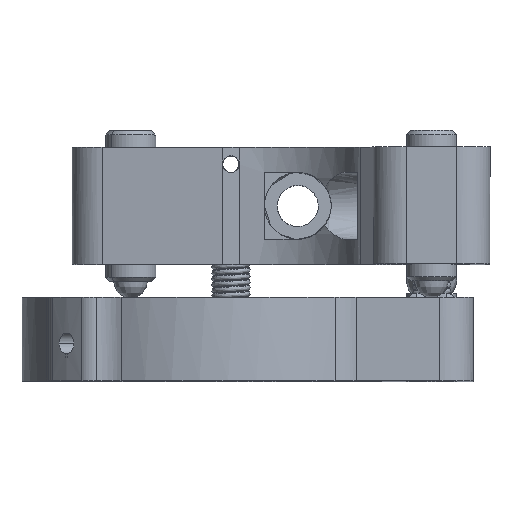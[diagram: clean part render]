
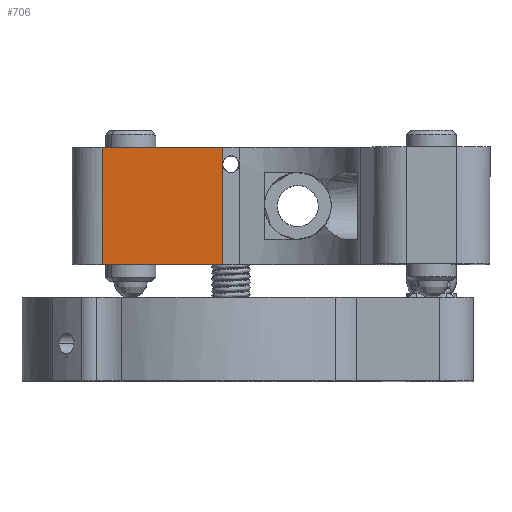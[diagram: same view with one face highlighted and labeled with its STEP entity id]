
A CAD part, top view. The second image highlights one B-rep face of the part: STEP entity #706.
In plain terms, the highlighted free-form (B-spline) face has degree [1, 1] with [2, 2] control points.
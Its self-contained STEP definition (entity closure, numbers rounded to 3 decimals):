
#706=ADVANCED_FACE('',(#1124),#15202,.T.);
#1124=FACE_OUTER_BOUND('',#1567,.T.);
#1567=EDGE_LOOP('',(#2774,#2775,#2776,#2777,#2778));
#2774=ORIENTED_EDGE('',*,*,#12682,.T.);
#2775=ORIENTED_EDGE('',*,*,#12619,.F.);
#2776=ORIENTED_EDGE('',*,*,#12617,.F.);
#2777=ORIENTED_EDGE('',*,*,#12683,.T.);
#2778=ORIENTED_EDGE('',*,*,#12684,.T.);
#4937=PCURVE('',#15183,#7186);
#4939=PCURVE('',#15184,#7188);
#5023=PCURVE('',#15202,#7272);
#5024=PCURVE('',#15202,#7273);
#5025=PCURVE('',#15202,#7274);
#5026=PCURVE('',#15202,#7275);
#5027=PCURVE('',#15202,#7276);
#5053=PCURVE('',#15423,#7302);
#5333=PCURVE('',#15217,#7582);
#5362=PCURVE('',#15218,#7611);
#7186=DEFINITIONAL_REPRESENTATION('',(#9392),#83667);
#7188=DEFINITIONAL_REPRESENTATION('',(#9394),#83667);
#7272=DEFINITIONAL_REPRESENTATION('',(#9520),#83667);
#7273=DEFINITIONAL_REPRESENTATION('',(#9521),#83667);
#7274=DEFINITIONAL_REPRESENTATION('',(#9522),#83667);
#7275=DEFINITIONAL_REPRESENTATION('',(#9524),#83667);
#7276=DEFINITIONAL_REPRESENTATION('',(#9526),#83667);
#7302=DEFINITIONAL_REPRESENTATION('',(#9557),#83667);
#7582=DEFINITIONAL_REPRESENTATION('',(#9837),#83667);
#7611=DEFINITIONAL_REPRESENTATION('',(#9848),#83667);
#9391=B_SPLINE_CURVE_WITH_KNOTS('',1,(#23421,#23422),.UNSPECIFIED.,.F.,
 .F.,(2,2),(0.,2.),.UNSPECIFIED.);
#9392=B_SPLINE_CURVE_WITH_KNOTS('',1,(#23423,#23424),.UNSPECIFIED.,.F.,
 .F.,(2,2),(0.,2.),.UNSPECIFIED.);
#9393=B_SPLINE_CURVE_WITH_KNOTS('',1,(#23435,#23436),.UNSPECIFIED.,.F.,
 .F.,(2,2),(0.,12.),.UNSPECIFIED.);
#9394=B_SPLINE_CURVE_WITH_KNOTS('',1,(#23437,#23438),.UNSPECIFIED.,.F.,
 .F.,(2,2),(0.,12.),.UNSPECIFIED.);
#9519=B_SPLINE_CURVE_WITH_KNOTS('',1,(#23947,#23948),.UNSPECIFIED.,.F.,
 .F.,(2,2),(0.,14.5),.UNSPECIFIED.);
#9520=B_SPLINE_CURVE_WITH_KNOTS('',1,(#23949,#23950),.UNSPECIFIED.,.F.,
 .F.,(2,2),(0.,14.5),.UNSPECIFIED.);
#9521=B_SPLINE_CURVE_WITH_KNOTS('',1,(#23951,#23952),.UNSPECIFIED.,.F.,
 .F.,(2,2),(0.,12.),.UNSPECIFIED.);
#9522=B_SPLINE_CURVE_WITH_KNOTS('',1,(#23953,#23954),.UNSPECIFIED.,.F.,
 .F.,(2,2),(0.,2.),.UNSPECIFIED.);
#9523=B_SPLINE_CURVE_WITH_KNOTS('',1,(#23955,#23956),.UNSPECIFIED.,.F.,
 .F.,(2,2),(-14.5,0.),.UNSPECIFIED.);
#9524=B_SPLINE_CURVE_WITH_KNOTS('',1,(#23957,#23958),.UNSPECIFIED.,.F.,
 .F.,(2,2),(-14.5,0.),.UNSPECIFIED.);
#9525=B_SPLINE_CURVE_WITH_KNOTS('',1,(#23959,#23960),.UNSPECIFIED.,.F.,
 .F.,(2,2),(-14.,0.),.UNSPECIFIED.);
#9526=B_SPLINE_CURVE_WITH_KNOTS('',1,(#23961,#23962),.UNSPECIFIED.,.F.,
 .F.,(2,2),(-14.,0.),.UNSPECIFIED.);
#9557=B_SPLINE_CURVE_WITH_KNOTS('',1,(#24141,#24142),.UNSPECIFIED.,.F.,
 .F.,(2,2),(-14.,0.),.UNSPECIFIED.);
#9837=B_SPLINE_CURVE_WITH_KNOTS('',1,(#25562,#25563),.UNSPECIFIED.,.F.,
 .F.,(2,2),(-14.5,0.),.UNSPECIFIED.);
#9848=B_SPLINE_CURVE_WITH_KNOTS('',1,(#25658,#25659),.UNSPECIFIED.,.F.,
 .F.,(2,2),(0.,14.5),.UNSPECIFIED.);
#11432=SURFACE_CURVE('',#9391,(#4937,#5025),.PCURVE_S1.);
#11434=SURFACE_CURVE('',#9393,(#4939,#5024),.PCURVE_S1.);
#11497=SURFACE_CURVE('',#9519,(#5023,#5362),.PCURVE_S1.);
#11498=SURFACE_CURVE('',#9523,(#5026,#5333),.PCURVE_S1.);
#11499=SURFACE_CURVE('',#9525,(#5027,#5053),.PCURVE_S1.);
#12617=EDGE_CURVE('',#14665,#14661,#11432,.T.);
#12619=EDGE_CURVE('',#14661,#14666,#11434,.T.);
#12682=EDGE_CURVE('',#14713,#14666,#11497,.T.);
#12683=EDGE_CURVE('',#14665,#14714,#11498,.T.);
#12684=EDGE_CURVE('',#14714,#14713,#11499,.T.);
#14661=VERTEX_POINT('',#23171);
#14665=VERTEX_POINT('',#23175);
#14666=VERTEX_POINT('',#23176);
#14713=VERTEX_POINT('',#23223);
#14714=VERTEX_POINT('',#23224);
#15183=B_SPLINE_SURFACE_WITH_KNOTS('',1,1,((#22197,#22198),(#22199,#22200)),
 .UNSPECIFIED.,.F.,.F.,.F.,(2,2),(2,2),(0.,2.64),(0.,
2.64),.UNSPECIFIED.);
#15184=B_SPLINE_SURFACE_WITH_KNOTS('',1,1,((#22201,#22202),(#22203,#22204)),
 .UNSPECIFIED.,.F.,.F.,.F.,(2,2),(2,2),(0.,14.64),(0.,
2.64),.UNSPECIFIED.);
#15202=B_SPLINE_SURFACE_WITH_KNOTS('',1,1,((#22391,#22392),(#22393,#22394)),
 .UNSPECIFIED.,.F.,.F.,.F.,(2,2),(2,2),(0.,17.664),
(-17.04,0.),.UNSPECIFIED.);
#15217=B_SPLINE_SURFACE_WITH_KNOTS('',1,1,((#23153,#23154),(#23155,#23156)),
 .UNSPECIFIED.,.F.,.F.,.F.,(2,2),(2,2),(0.,60.24),(0.,
60.24),.UNSPECIFIED.);
#15218=B_SPLINE_SURFACE_WITH_KNOTS('',1,1,((#23157,#23158),(#23159,#23160)),
 .UNSPECIFIED.,.F.,.F.,.F.,(2,2),(2,2),(-60.24,0.),(0.,
60.24),.UNSPECIFIED.);
#15423=(
BOUNDED_SURFACE()
B_SPLINE_SURFACE(2,1,((#22435,#22436),(#22437,#22438),(#22439,#22440),(#22441,
#22442),(#22443,#22444),(#22445,#22446),(#22447,#22448),(#22449,#22450),
(#22451,#22452)),.UNSPECIFIED.,.T.,.F.,.F.)
B_SPLINE_SURFACE_WITH_KNOTS((3,2,2,2,3),(2,2),(0.,1.571,3.142,
4.712,6.283),(0.,17.04),.UNSPECIFIED.)
GEOMETRIC_REPRESENTATION_ITEM()
RATIONAL_B_SPLINE_SURFACE(((1.,1.),(0.707,0.707),
(1.,1.),(0.707,0.707),(1.,1.),(0.707,
0.707),(1.,1.),(0.707,0.707),(1.,1.)))
REPRESENTATION_ITEM('')
SURFACE()
);
#22197=CARTESIAN_POINT('',(9.709,-10.987,11.68));
#22198=CARTESIAN_POINT('',(12.349,-10.987,11.68));
#22199=CARTESIAN_POINT('',(9.709,-10.987,14.32));
#22200=CARTESIAN_POINT('',(12.349,-10.987,14.32));
#22201=CARTESIAN_POINT('',(9.709,-10.987,-1.32));
#22202=CARTESIAN_POINT('',(12.349,-10.987,-1.32));
#22203=CARTESIAN_POINT('',(9.709,-10.987,13.32));
#22204=CARTESIAN_POINT('',(12.349,-10.987,13.32));
#22391=CARTESIAN_POINT('',(10.456,-10.821,15.52));
#22392=CARTESIAN_POINT('',(10.456,-10.821,-1.52));
#22393=CARTESIAN_POINT('',(28.022,-12.676,15.52));
#22394=CARTESIAN_POINT('',(28.022,-12.676,-1.52));
#22435=CARTESIAN_POINT('',(22.029,-16.487,-1.52));
#22436=CARTESIAN_POINT('',(22.029,-16.487,15.52));
#22437=CARTESIAN_POINT('',(22.029,-20.487,-1.52));
#22438=CARTESIAN_POINT('',(22.029,-20.487,15.52));
#22439=CARTESIAN_POINT('',(26.029,-20.487,-1.52));
#22440=CARTESIAN_POINT('',(26.029,-20.487,15.52));
#22441=CARTESIAN_POINT('',(30.029,-20.487,-1.52));
#22442=CARTESIAN_POINT('',(30.029,-20.487,15.52));
#22443=CARTESIAN_POINT('',(30.029,-16.487,-1.52));
#22444=CARTESIAN_POINT('',(30.029,-16.487,15.52));
#22445=CARTESIAN_POINT('',(30.029,-12.487,-1.52));
#22446=CARTESIAN_POINT('',(30.029,-12.487,15.52));
#22447=CARTESIAN_POINT('',(26.029,-12.487,-1.52));
#22448=CARTESIAN_POINT('',(26.029,-12.487,15.52));
#22449=CARTESIAN_POINT('',(22.029,-12.487,-1.52));
#22450=CARTESIAN_POINT('',(22.029,-12.487,15.52));
#22451=CARTESIAN_POINT('',(22.029,-16.487,-1.52));
#22452=CARTESIAN_POINT('',(22.029,-16.487,15.52));
#23153=CARTESIAN_POINT('',(-25.091,-31.607,14.));
#23154=CARTESIAN_POINT('',(-25.091,28.633,14.));
#23155=CARTESIAN_POINT('',(35.149,-31.607,14.));
#23156=CARTESIAN_POINT('',(35.149,28.633,14.));
#23157=CARTESIAN_POINT('',(35.149,-31.607,0.));
#23158=CARTESIAN_POINT('',(35.149,28.633,0.));
#23159=CARTESIAN_POINT('',(-25.091,-31.607,0.));
#23160=CARTESIAN_POINT('',(-25.091,28.633,0.));
#23171=CARTESIAN_POINT('',(12.029,-10.987,12.));
#23175=CARTESIAN_POINT('',(12.029,-10.987,14.));
#23176=CARTESIAN_POINT('',(12.029,-10.987,0.));
#23223=CARTESIAN_POINT('',(26.449,-12.51,0.));
#23224=CARTESIAN_POINT('',(26.449,-12.51,14.));
#23421=CARTESIAN_POINT('',(12.029,-10.987,14.));
#23422=CARTESIAN_POINT('',(12.029,-10.987,12.));
#23423=CARTESIAN_POINT('',(2.32,2.32));
#23424=CARTESIAN_POINT('',(0.32,2.32));
#23435=CARTESIAN_POINT('',(12.029,-10.987,12.));
#23436=CARTESIAN_POINT('',(12.029,-10.987,0.));
#23437=CARTESIAN_POINT('',(13.32,2.32));
#23438=CARTESIAN_POINT('',(1.32,2.32));
#23947=CARTESIAN_POINT('',(26.449,-12.51,0.));
#23948=CARTESIAN_POINT('',(12.029,-10.987,0.));
#23949=CARTESIAN_POINT('',(16.082,-1.52));
#23950=CARTESIAN_POINT('',(1.582,-1.52));
#23951=CARTESIAN_POINT('',(1.582,-13.52));
#23952=CARTESIAN_POINT('',(1.582,-1.52));
#23953=CARTESIAN_POINT('',(1.582,-15.52));
#23954=CARTESIAN_POINT('',(1.582,-13.52));
#23955=CARTESIAN_POINT('',(12.029,-10.987,14.));
#23956=CARTESIAN_POINT('',(26.449,-12.51,14.));
#23957=CARTESIAN_POINT('',(1.582,-15.52));
#23958=CARTESIAN_POINT('',(16.082,-15.52));
#23959=CARTESIAN_POINT('',(26.449,-12.51,14.));
#23960=CARTESIAN_POINT('',(26.449,-12.51,0.));
#23961=CARTESIAN_POINT('',(16.082,-15.52));
#23962=CARTESIAN_POINT('',(16.082,-1.52));
#24141=CARTESIAN_POINT('',(4.598,15.52));
#24142=CARTESIAN_POINT('',(4.598,1.52));
#25562=CARTESIAN_POINT('',(37.12,20.62));
#25563=CARTESIAN_POINT('',(51.54,19.098));
#25658=CARTESIAN_POINT('',(-51.54,19.098));
#25659=CARTESIAN_POINT('',(-37.12,20.62));
#83667=(
GEOMETRIC_REPRESENTATION_CONTEXT(2)
PARAMETRIC_REPRESENTATION_CONTEXT()
REPRESENTATION_CONTEXT('pspace','')
);
